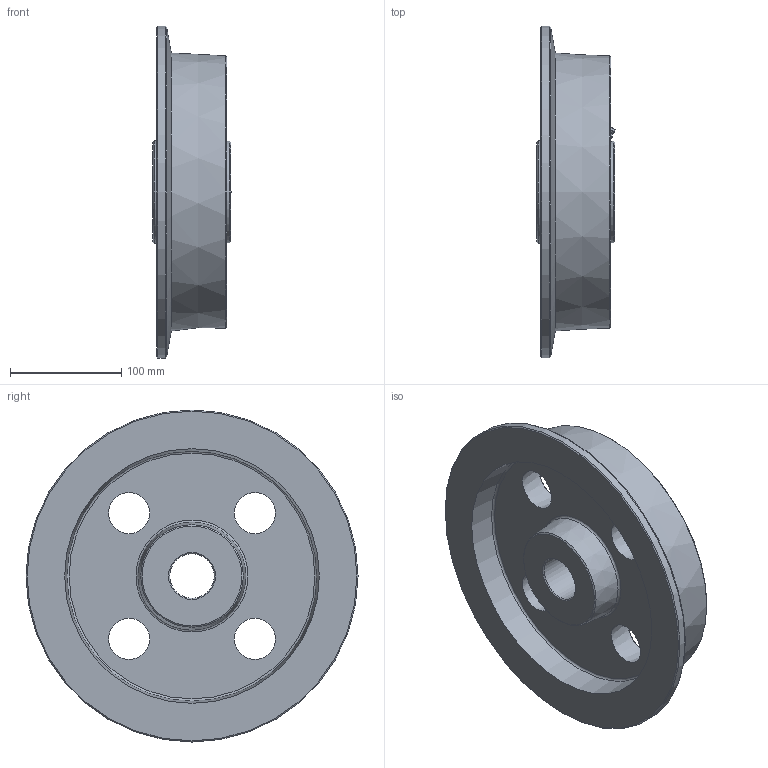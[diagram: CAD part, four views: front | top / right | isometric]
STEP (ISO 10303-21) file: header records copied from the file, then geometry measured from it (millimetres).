
FILE_DESCRIPTION (( 'STEP AP214' ), '1' );
FILE_NAME ('0023928_SPG-250-63-70-G40.step', '2018-01-12T12:40:15', ( '' ), ( '' ), 'SwSTEP 2.0', 'SolidWorks 2016', '' );
FILE_SCHEMA (( 'AUTOMOTIVE_DESIGN' ));
Length unit declared in the file: millimetre
Products named in the file (1): 0023928_SPG-250-63-70-G40
Bounding box: 70.28 x 298.5 x 298.5 mm (x, y, z)
Surface area: 227835 mm2 (no closed solid volume)
Topology: 0 solids, 3 shells, 42 faces, 107 edges, 70 vertices
Faces by surface type: cone 19, plane 10, torus 8, cylinder 3, sphere 2
Full cylindrical faces by diameter (mm): 8 x1, 40 x1, 298.5 x1
Entity records: 1603 total; most frequent: CARTESIAN_POINT 280, DIRECTION 185, ORIENTED_EDGE 111, EDGE_LOOP 89, AXIS2_PLACEMENT_3D 88, EDGE_CURVE 61, VERTEX_POINT 55, FACE_OUTER_BOUND 53
